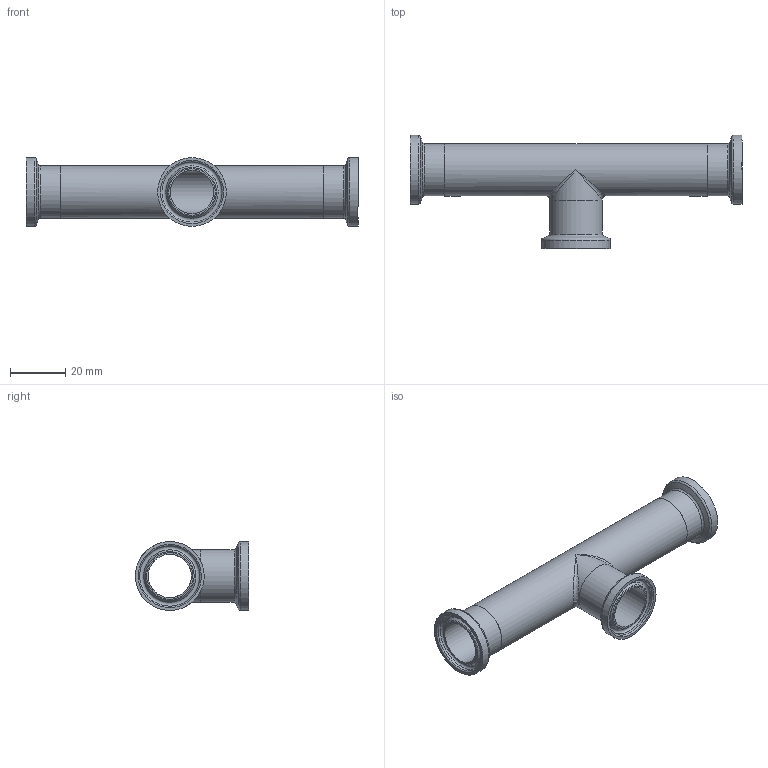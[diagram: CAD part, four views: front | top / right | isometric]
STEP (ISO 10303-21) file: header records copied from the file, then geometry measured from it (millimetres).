
FILE_DESCRIPTION(('Short Outlet Clamp Joint Tee_19,05x1,65-19,05x1,65_L120,6_l28,6_Fl25_V00'),'2;1');
FILE_NAME('Short Outlet Clamp Joint Tee_19,05x1,65-19,05x1,65_L120,6_l28,6_Fl25_V00.stp','2013-11-07T21:40:53',('DOCKWEILER AG'),('DOCKWEILER AG'),'Autodesk Inventor 2012','Autodesk Inventor 2012','');
FILE_SCHEMA(('CONFIG_CONTROL_DESIGN'));
Length unit declared in the file: millimetre
Products named in the file (4): N0010_002_008_001; N0003_003_001_39; N0010_002_001_001_21; N0003_003_001_38
Assembly tree (4 placements, depth 2):
  N0010_002_008_001
    N0003_003_001_39
    N0010_002_001_001_21
    N0003_003_001_38  x2
Bounding box: 120.6 x 41.08 x 25 mm (x, y, z)
Volume: 14082.7 mm3; surface area: 17456.8 mm2
Topology: 4 solids, 4 shells, 54 faces, 106 edges, 56 vertices
Faces by surface type: cylinder 17, torus 15, plane 12, cone 6, bspline 4
Full cylindrical faces by diameter (mm): 15.75 x5, 19.05 x4, 21.92 x3, 25 x3
Entity records: 1346 total; most frequent: CARTESIAN_POINT 490, DIRECTION 170, ORIENTED_EDGE 90, AXIS2_PLACEMENT_3D 85, EDGE_LOOP 76, EDGE_CURVE 45, FACE_OUTER_BOUND 40, ADVANCED_FACE 40
